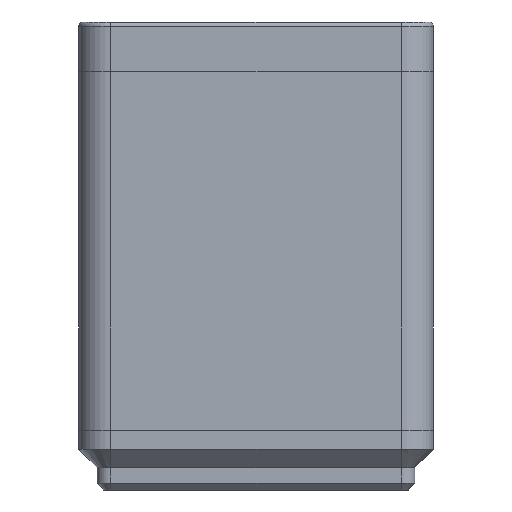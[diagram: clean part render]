
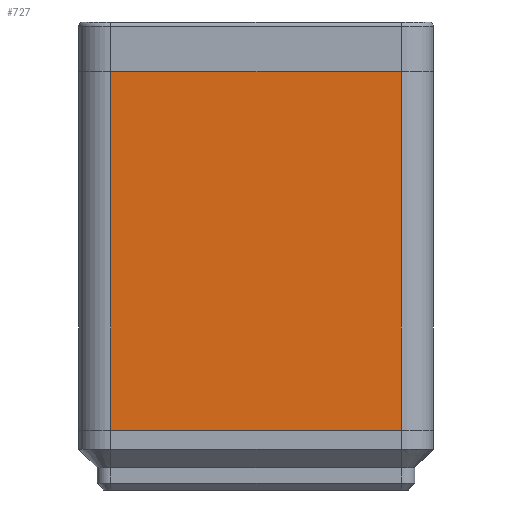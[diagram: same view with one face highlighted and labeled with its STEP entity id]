
A CAD part, front view. The second image highlights one B-rep face of the part: STEP entity #727.
In plain terms, the highlighted planar face has unit normal (0, -1, 0).
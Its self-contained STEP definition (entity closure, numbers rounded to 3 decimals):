
#727=ADVANCED_FACE('',(#1596),#1598,.F.);
#1596=FACE_BOUND('',#1597,.T.);
#1597=EDGE_LOOP('',(#2304,#2305,#2306,#2307));
#1598=PLANE('',#1599);
#1599=AXIS2_PLACEMENT_3D('',#1600,#1601,#1602);
#1600=CARTESIAN_POINT('',(0.,0.,0.));
#1601=DIRECTION('',(0.,1.,0.));
#1602=DIRECTION('',(-1.,0.,0.));
#2304=ORIENTED_EDGE('',*,*,#2690,.F.);
#2305=ORIENTED_EDGE('',*,*,#2691,.F.);
#2306=ORIENTED_EDGE('',*,*,#2692,.F.);
#2307=ORIENTED_EDGE('',*,*,#2667,.F.);
#2667=EDGE_CURVE('',#3154,#3156,#3157,.T.);
#2690=EDGE_CURVE('',#3197,#3154,#3199,.T.);
#2691=EDGE_CURVE('',#3200,#3197,#3201,.T.);
#2692=EDGE_CURVE('',#3156,#3200,#3202,.T.);
#3154=VERTEX_POINT('',#4263);
#3156=VERTEX_POINT('',#4268);
#3157=LINE('',#4269,#4270);
#3197=VERTEX_POINT('',#4354);
#3199=LINE('',#4359,#4360);
#3200=VERTEX_POINT('',#4362);
#3201=LINE('',#4363,#4364);
#3202=LINE('',#4366,#4367);
#4263=CARTESIAN_POINT('',(-17.,0.,21.));
#4268=CARTESIAN_POINT('',(17.,0.,21.));
#4269=CARTESIAN_POINT('',(-17.,0.,21.));
#4270=VECTOR('',#4271,1.);
#4271=DIRECTION('',(1.,0.,0.));
#4354=CARTESIAN_POINT('',(-17.,0.,-21.));
#4359=CARTESIAN_POINT('',(-17.,0.,-21.));
#4360=VECTOR('',#4361,1.);
#4361=DIRECTION('',(0.,0.,1.));
#4362=CARTESIAN_POINT('',(17.,0.,-21.));
#4363=CARTESIAN_POINT('',(17.,0.,-21.));
#4364=VECTOR('',#4365,1.);
#4365=DIRECTION('',(-1.,0.,0.));
#4366=CARTESIAN_POINT('',(17.,0.,21.));
#4367=VECTOR('',#4368,1.);
#4368=DIRECTION('',(0.,0.,-1.));
